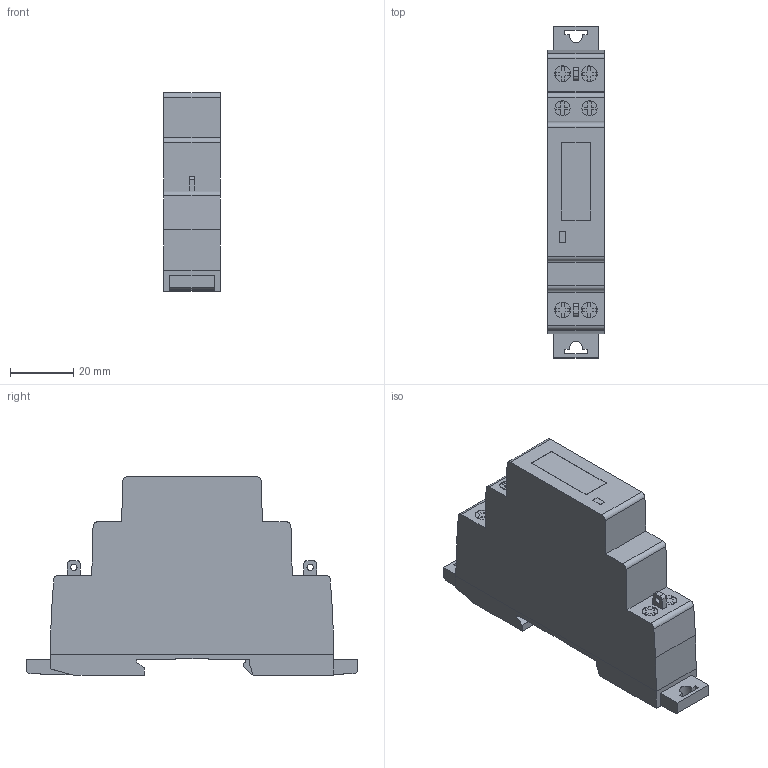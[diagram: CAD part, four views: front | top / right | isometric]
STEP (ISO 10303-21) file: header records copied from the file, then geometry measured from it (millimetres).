
FILE_DESCRIPTION(/* description */ (''),/* implementation_level */ '2;1');
FILE_NAME(/* name */ '3d_DMED100T1A120.stp',/* time_stamp */ '2019-09-25T09:30:56+02:00',/* author */ ('Andrzej'),/* organization */ (''),/* preprocessor_version */ 'ST-DEVELOPER v16.13',/* originating_system */ 'AutoCAD Mechanical',/* authorisation */ '');
FILE_SCHEMA (('AUTOMOTIVE_DESIGN { 1 0 10303 214 3 1 1 }'));
Length unit declared in the file: millimetre
Products named in the file (1): Product
Bounding box: 17.9 x 105.38 x 63 mm (x, y, z)
Volume: 78945.6 mm3; surface area: 18970.3 mm2
Topology: 7 solids, 7 shells, 219 faces, 631 edges, 498 vertices
Faces by surface type: plane 184, cylinder 35
Full cylindrical faces by diameter (mm): 2 x2, 4.8 x2, 5 x4
Entity records: 7130 total; most frequent: CARTESIAN_POINT 1342, DIRECTION 1142, ORIENTED_EDGE 1132, EDGE_CURVE 566, LINE 546, VECTOR 546, VERTEX_POINT 382, AXIS2_PLACEMENT_3D 298
